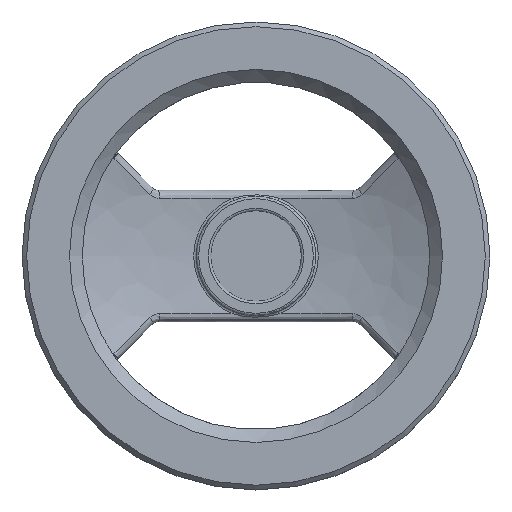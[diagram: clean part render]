
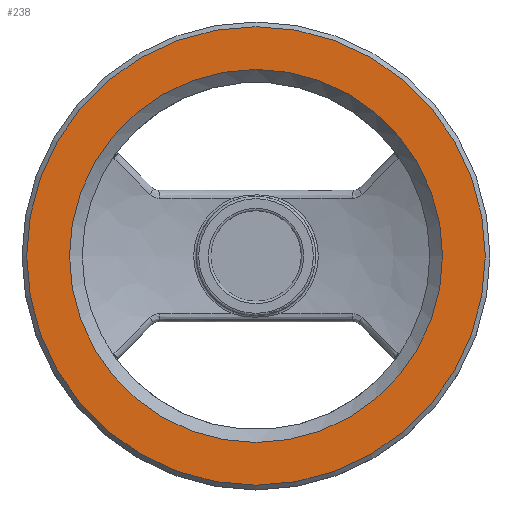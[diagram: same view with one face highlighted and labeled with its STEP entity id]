
A CAD part, top view. The second image highlights one B-rep face of the part: STEP entity #238.
In plain terms, the highlighted planar face has unit normal (0, 0, 1).
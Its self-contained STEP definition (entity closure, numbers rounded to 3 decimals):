
#238 = ADVANCED_FACE( '', ( #500, #501 ), #502, .F. );
#500 = FACE_OUTER_BOUND( '', #4121, .T. );
#501 = FACE_BOUND( '', #4122, .T. );
#502 = PLANE( '', #4123 );
#4121 = EDGE_LOOP( '', ( #5168 ) );
#4122 = EDGE_LOOP( '', ( #5169 ) );
#4123 = AXIS2_PLACEMENT_3D( '', #5170, #5171, #5172 );
#5168 = ORIENTED_EDGE( '', *, *, #5480, .T. );
#5169 = ORIENTED_EDGE( '', *, *, #5292, .F. );
#5170 = CARTESIAN_POINT( '', ( 0., 100., 46. ) );
#5171 = DIRECTION( '', ( 0., 0., -1. ) );
#5172 = DIRECTION( '', ( -1., 0., 0. ) );
#5292 = EDGE_CURVE( '', #5561, #5561, #5562, .T. );
#5480 = EDGE_CURVE( '', #5821, #5821, #5822, .F. );
#5561 = VERTEX_POINT( '', #6430 );
#5562 = CIRCLE( '', #6431, 79.72 );
#5821 = VERTEX_POINT( '', #8099 );
#5822 = CIRCLE( '', #8100, 98. );
#6430 = CARTESIAN_POINT( '', ( 79.72, 0., 46. ) );
#6431 = AXIS2_PLACEMENT_3D( '', #8174, #8175, #8176 );
#8099 = CARTESIAN_POINT( '', ( -98., 0., 46. ) );
#8100 = AXIS2_PLACEMENT_3D( '', #8361, #8362, #8363 );
#8174 = CARTESIAN_POINT( '', ( 0., 0., 46. ) );
#8175 = DIRECTION( '', ( 0., 0., 1. ) );
#8176 = DIRECTION( '', ( 1., 0., 0. ) );
#8361 = CARTESIAN_POINT( '', ( 0., 0., 46. ) );
#8362 = DIRECTION( '', ( 0., 0., -1. ) );
#8363 = DIRECTION( '', ( -1., 0., 0. ) );
